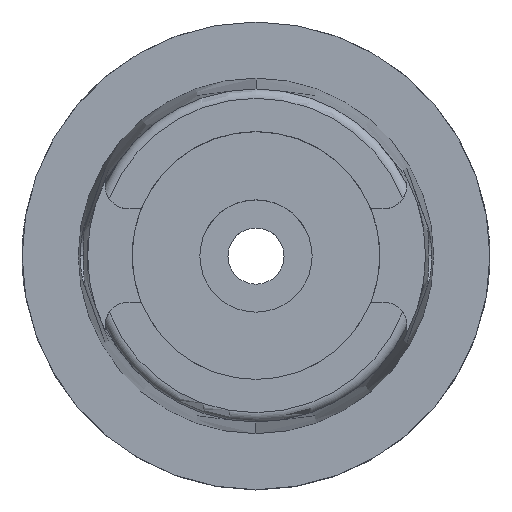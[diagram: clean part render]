
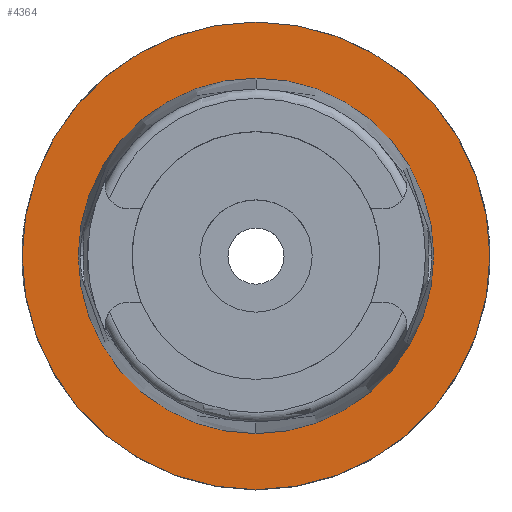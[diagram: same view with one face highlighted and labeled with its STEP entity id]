
A CAD part, top view. The second image highlights one B-rep face of the part: STEP entity #4364.
In plain terms, the highlighted planar face has unit normal (0, 0, 1).
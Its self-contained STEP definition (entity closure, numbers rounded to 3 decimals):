
#2200=CARTESIAN_POINT('',(0.,0.,0.));
#2201=DIRECTION('',(0.,0.,-1.));
#2202=DIRECTION('',(0.,-1.,0.));
#2203=AXIS2_PLACEMENT_3D('',#2200,#2201,#2202);
#2208=CARTESIAN_POINT('',(0.,0.,0.));
#2209=DIRECTION('',(0.,0.,-1.));
#2210=DIRECTION('',(0.,1.,0.));
#2211=AXIS2_PLACEMENT_3D('',#2208,#2209,#2210);
#2216=CARTESIAN_POINT('',(0.,0.,0.));
#2217=DIRECTION('',(0.,0.,1.));
#2218=DIRECTION('',(0.,-1.,0.));
#2219=AXIS2_PLACEMENT_3D('',#2216,#2217,#2218);
#2224=CARTESIAN_POINT('',(0.,0.,0.));
#2225=DIRECTION('',(0.,0.,1.));
#2226=DIRECTION('',(0.,1.,0.));
#2227=AXIS2_PLACEMENT_3D('',#2224,#2225,#2226);
#2394=CARTESIAN_POINT('',(0.,38.,0.));
#2395=VERTEX_POINT('',#2394);
#2396=CARTESIAN_POINT('',(0.,-38.,0.));
#2397=VERTEX_POINT('',#2396);
#2473=CARTESIAN_POINT('',(0.,-50.,0.));
#2474=CARTESIAN_POINT('',(0.,50.,0.));
#2475=VERTEX_POINT('',#2473);
#2476=VERTEX_POINT('',#2474);
#4351=CARTESIAN_POINT('',(0.,0.,0.));
#4352=DIRECTION('',(0.,0.,-1.));
#4353=DIRECTION('',(0.,-1.,0.));
#4354=AXIS2_PLACEMENT_3D('',#4351,#4352,#4353);
#4355=PLANE('',#4354);
#4356=ORIENTED_EDGE('',*,*,#4116,.T.);
#4357=ORIENTED_EDGE('',*,*,#4225,.T.);
#4358=EDGE_LOOP('',(#4356,#4357));
#4359=FACE_OUTER_BOUND('',#4358,.F.);
#4360=ORIENTED_EDGE('',*,*,#2746,.T.);
#4361=ORIENTED_EDGE('',*,*,#2847,.T.);
#4362=EDGE_LOOP('',(#4360,#4361));
#4363=FACE_BOUND('',#4362,.F.);
#2204=CIRCLE('',#2203,50.);
#2212=CIRCLE('',#2211,50.);
#2220=CIRCLE('',#2219,38.);
#2228=CIRCLE('',#2227,38.);
#2746=EDGE_CURVE('',#2397,#2395,#2220,.T.);
#2847=EDGE_CURVE('',#2395,#2397,#2228,.T.);
#4116=EDGE_CURVE('',#2475,#2476,#2204,.T.);
#4225=EDGE_CURVE('',#2476,#2475,#2212,.T.);
#4364=ADVANCED_FACE('',(#4359,#4363),#4355,.F.);
